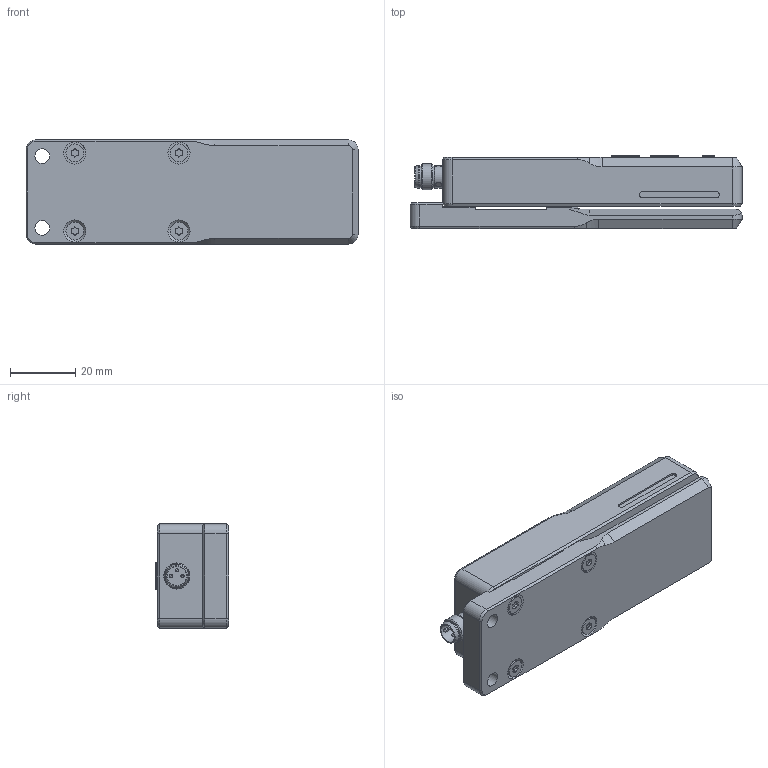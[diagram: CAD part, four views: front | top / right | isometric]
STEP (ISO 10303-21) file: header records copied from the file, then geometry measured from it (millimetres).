
FILE_DESCRIPTION(/* description */ (''),/* implementation_level */ '2;1');
FILE_NAME(/* name */ 'KGUTI-50-1.0-G3-T3.stp',/* time_stamp */ '2023-03-16T13:18:21+01:00',/* author */ ('S. Sandt'),/* organization */ ('di-soric GmbH & Co. KG'),/* preprocessor_version */ 'ST-DEVELOPER v18.1',/* originating_system */ 'Autodesk Inventor 2022',/* authorisation */ '');
FILE_SCHEMA (('AUTOMOTIVE_DESIGN { 1 0 10303 214 3 1 1 }'));
Length unit declared in the file: millimetre
Products named in the file (1): KGUTI-50-1.0-G3-T3
Bounding box: 102 x 22.7 x 32 mm (x, y, z)
Volume: 63428.6 mm3; surface area: 18029.7 mm2
Topology: 1 solids, 10 shells, 666 faces, 1625 edges, 1022 vertices
Faces by surface type: plane 337, cylinder 228, cone 29, bspline 25, torus 24, sphere 23
Full cylindrical faces by diameter (mm): 1 x3, 3 x4, 3.2 x4, 3.5 x4, 4.5 x2, 5.5 x4, 5.7 x1, 5.8 x2, 6.4 x1, 6.6 x2, 6.9 x1, 7.2 x1, 8 x1
Entity records: 20517 total; most frequent: CARTESIAN_POINT 3920, DIRECTION 3317, ORIENTED_EDGE 3244, EDGE_CURVE 1622, AXIS2_PLACEMENT_3D 1136, LINE 1045, VECTOR 1045, VERTEX_POINT 1022
